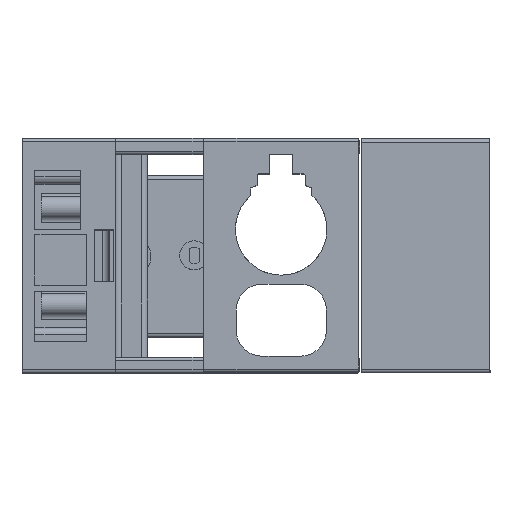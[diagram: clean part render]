
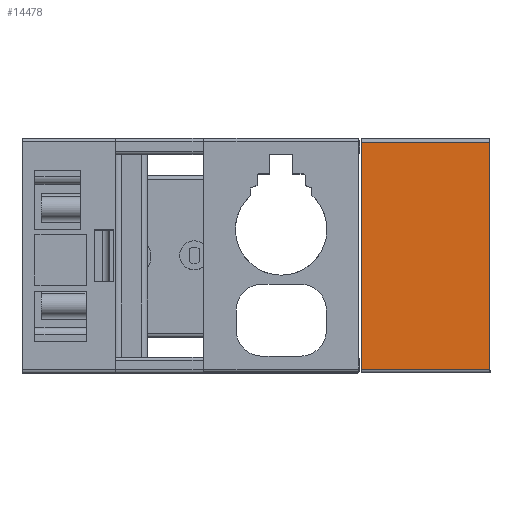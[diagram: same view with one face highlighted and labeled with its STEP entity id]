
A CAD part, top view. The second image highlights one B-rep face of the part: STEP entity #14478.
In plain terms, the highlighted planar face has unit normal (0, 0, 1).
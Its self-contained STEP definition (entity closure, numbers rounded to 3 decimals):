
#2034=FACE_OUTER_BOUND('',#2965,.T.);
#2965=EDGE_LOOP('',(#12865,#12866,#12867,#12868));
#4341=LINE('',#24636,#5732);
#4343=LINE('',#24642,#5734);
#4352=LINE('',#24667,#5743);
#4353=LINE('',#24668,#5744);
#5732=VECTOR('',#19305,10.);
#5734=VECTOR('',#19311,10.);
#5743=VECTOR('',#19332,10.);
#5744=VECTOR('',#19333,10.);
#7044=VERTEX_POINT('',#24633);
#7045=VERTEX_POINT('',#24635);
#7047=VERTEX_POINT('',#24641);
#7057=VERTEX_POINT('',#24666);
#8999=EDGE_CURVE('',#7044,#7045,#4341,.T.);
#9002=EDGE_CURVE('',#7045,#7047,#4343,.T.);
#9016=EDGE_CURVE('',#7044,#7057,#4352,.T.);
#9017=EDGE_CURVE('',#7047,#7057,#4353,.T.);
#12865=ORIENTED_EDGE('',*,*,#8999,.F.);
#12866=ORIENTED_EDGE('',*,*,#9016,.T.);
#12867=ORIENTED_EDGE('',*,*,#9017,.F.);
#12868=ORIENTED_EDGE('',*,*,#9002,.F.);
#13703=PLANE('',#15683);
#14478=ADVANCED_FACE('',(#2034),#13703,.T.);
#15683=AXIS2_PLACEMENT_3D('',#24665,#19330,#19331);
#19305=DIRECTION('',(-1.,0.,0.));
#19311=DIRECTION('',(0.,1.,0.));
#19330=DIRECTION('center_axis',(0.,0.,
1.));
#19331=DIRECTION('ref_axis',(1.,0.,0.));
#19332=DIRECTION('',(0.,1.,0.));
#19333=DIRECTION('',(1.,0.,0.));
#24633=CARTESIAN_POINT('',(90.25,-72.351,144.798));
#24635=CARTESIAN_POINT('',(50.25,-72.351,144.798));
#24636=CARTESIAN_POINT('',(60.25,-72.351,144.798));
#24641=CARTESIAN_POINT('',(50.25,-1.751,144.798));
#24642=CARTESIAN_POINT('',(50.25,-23.051,144.798));
#24665=CARTESIAN_POINT('Origin',(50.25,-23.051,144.798));
#24666=CARTESIAN_POINT('',(90.25,-1.751,144.798));
#24667=CARTESIAN_POINT('',(90.25,-23.051,144.798));
#24668=CARTESIAN_POINT('',(60.25,-1.751,144.798));
